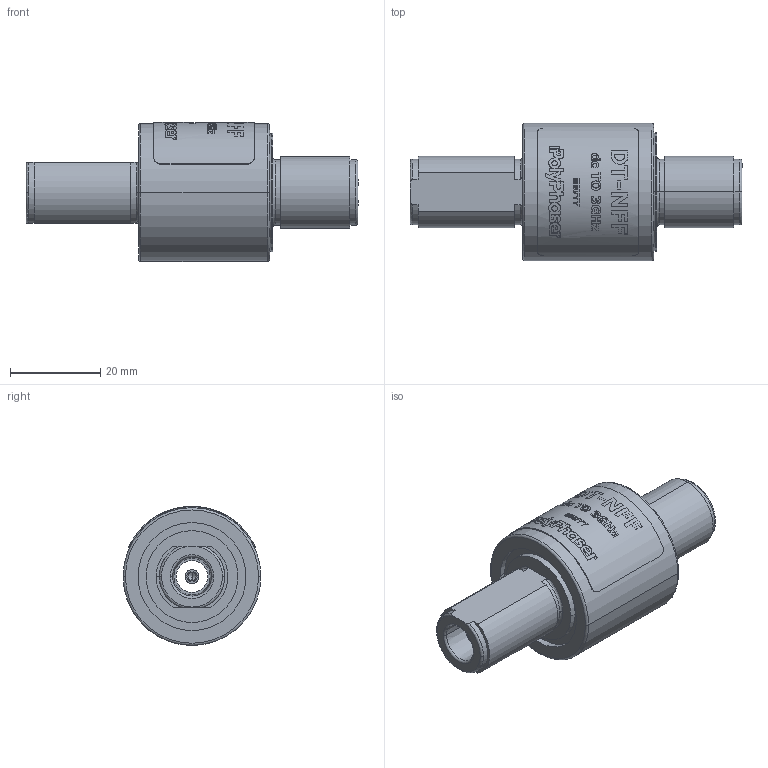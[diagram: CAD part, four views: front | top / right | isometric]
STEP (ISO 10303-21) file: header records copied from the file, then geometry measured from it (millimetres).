
FILE_DESCRIPTION (( 'STEP AP214' ), '1' );
FILE_NAME ('DT-NFF rev d.STEP', '2017-04-03T15:45:01', ( '' ), ( '' ), 'SwSTEP 2.0', 'SolidWorks 2016', '' );
FILE_SCHEMA (( 'AUTOMOTIVE_DESIGN' ));
Length unit declared in the file: inch
Products named in the file (9): 2003-1052_Curved; 7020-3558_On 5800-0178; Solder_6040-0015; 7040-0042; 2801-9001; 2801-9010; 5800-0184; 5800-0178; DT-NFF rev d
Assembly tree (7 placements, depth 2):
  Solder_6040-0015
  DT-NFF rev d
    5800-0178
    5800-0184
    2801-9010
    2801-9001
    7040-0042
    7020-3558_On 5800-0178
    2003-1052_Curved
Bounding box: 73.41 x 30.48 x 30.73 mm (x, y, z)
Volume: 21254 mm3; surface area: 15390.5 mm2
Topology: 7 solids, 7 shells, 604 faces, 1546 edges, 1001 vertices
Faces by surface type: plane 241, bspline 155, cylinder 124, cone 58, torus 26
Entity records: 32868 total; most frequent: CARTESIAN_POINT 14262, ORIENTED_EDGE 3084, DIRECTION 2369, EDGE_CURVE 1542, VERTEX_POINT 1001, AXIS2_PLACEMENT_3D 936, EDGE_LOOP 659, ADVANCED_FACE 604
